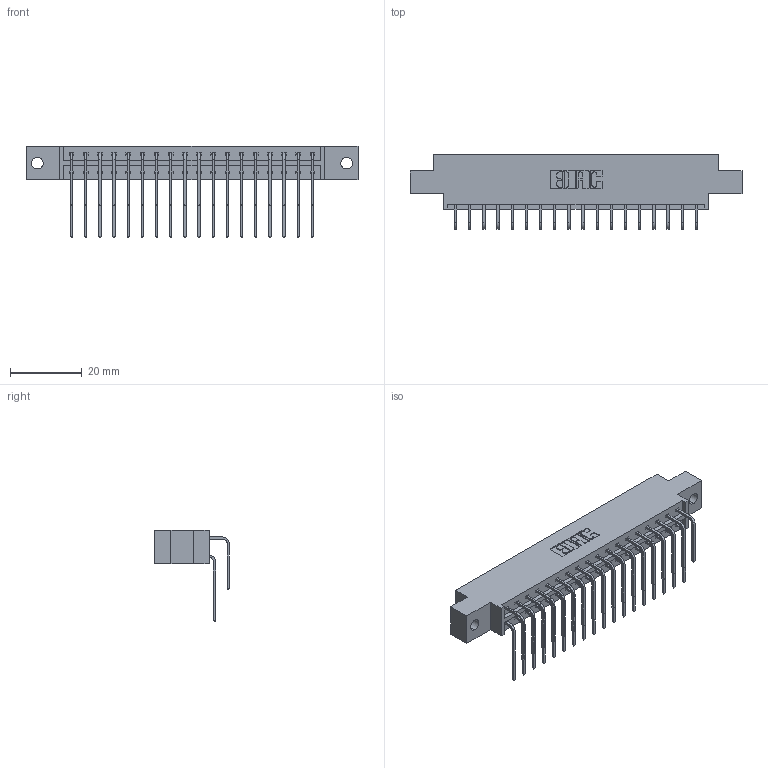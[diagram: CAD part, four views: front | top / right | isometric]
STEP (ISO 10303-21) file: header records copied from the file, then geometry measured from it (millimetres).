
FILE_DESCRIPTION (( 'STEP AP203' ), '1' );
FILE_NAME ('833-036-559-802.STEP', '2020-06-03T04:19:25', ( '' ), ( '' ), 'SwSTEP 2.0', 'SolidWorks 2020', '' );
FILE_SCHEMA (( 'CONFIG_CONTROL_DESIGN' ));
Length unit declared in the file: inch
Products named in the file (4): 345-292-001_559 Tail - 2; 833 Part_Offset - .128 Dia; 833-036-559-802; 345-292-001_558 559 Tail - 1
Assembly tree (37 placements, depth 2):
  833-036-559-802
    833 Part_Offset - .128 Dia
    345-292-001_558 559 Tail - 1  x18
    345-292-001_559 Tail - 2  x18
Bounding box: 92.86 x 20.9 x 25.53 mm (x, y, z)
Volume: 9199.5 mm3; surface area: 11600.1 mm2
Topology: 37 solids, 37 shells, 2062 faces, 6119 edges, 4030 vertices
Faces by surface type: plane 1442, cylinder 620
Entity records: 16603 total; most frequent: CARTESIAN_POINT 2833, ORIENTED_EDGE 2718, DIRECTION 2443, EDGE_CURVE 1359, VECTOR 1191, LINE 1191, VERTEX_POINT 902, AXIS2_PLACEMENT_3D 626
